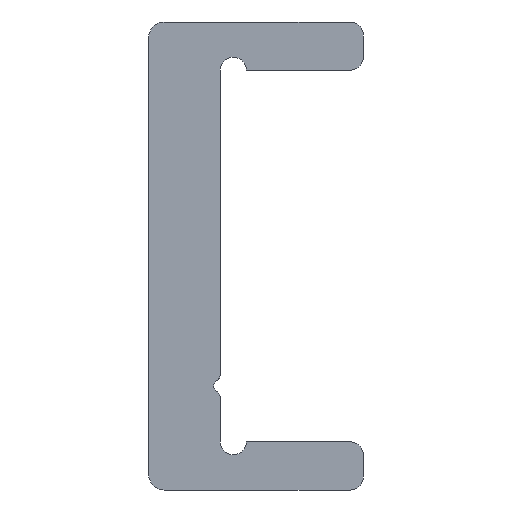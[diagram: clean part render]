
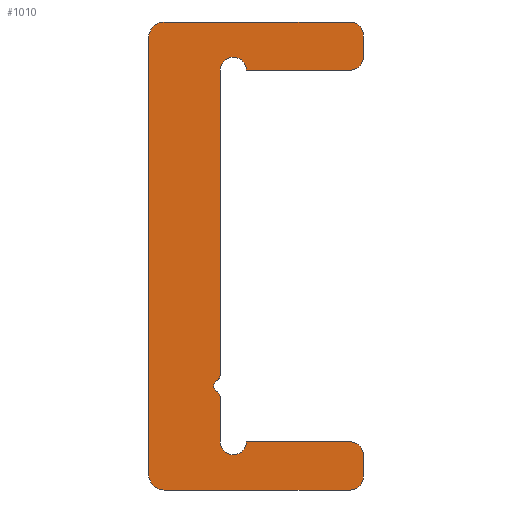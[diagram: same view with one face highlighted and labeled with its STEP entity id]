
A CAD part, left-side view. The second image highlights one B-rep face of the part: STEP entity #1010.
In plain terms, the highlighted planar face has unit normal (-1, 0, 0).
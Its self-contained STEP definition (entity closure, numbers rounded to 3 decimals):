
#258=CARTESIAN_POINT('',(0.0,1.375,-4.567));
#259=VERTEX_POINT('',#258);
#266=CARTESIAN_POINT('',(0.0,1.5,-4.783));
#267=VERTEX_POINT('',#266);
#268=CARTESIAN_POINT('',(0.0,1.625,-4.567));
#269=DIRECTION('',(1.0,0.0,0.0));
#270=DIRECTION('',(0.0,-1.0,0.0));
#271=AXIS2_PLACEMENT_3D('',#268,#269,#270);
#272=CIRCLE('',#271,0.25);
#273=EDGE_CURVE('',#259,#267,#272,.T.);
#383=CARTESIAN_POINT('',(0.0,1.375,7.15));
#384=VERTEX_POINT('',#383);
#391=CARTESIAN_POINT('',(0.0,1.375,7.15));
#392=DIRECTION('',(0.0,0.0,-1.0));
#393=VECTOR('',#392,11.717);
#394=LINE('',#391,#393);
#395=EDGE_CURVE('',#384,#259,#394,.T.);
#421=CARTESIAN_POINT('',(0.0,-4.125,-8.5));
#422=VERTEX_POINT('',#421);
#429=CARTESIAN_POINT('',(0.0,-3.625,-9.0));
#430=VERTEX_POINT('',#429);
#431=CARTESIAN_POINT('',(0.0,-3.625,-8.5));
#432=DIRECTION('',(1.0,0.0,0.0));
#433=DIRECTION('',(0.0,-1.0,0.0));
#434=AXIS2_PLACEMENT_3D('',#431,#432,#433);
#435=CIRCLE('',#434,0.5);
#436=EDGE_CURVE('',#422,#430,#435,.T.);
#460=CARTESIAN_POINT('',(0.0,-4.125,-7.65));
#461=VERTEX_POINT('',#460);
#468=CARTESIAN_POINT('',(0.0,-4.125,-7.65));
#469=DIRECTION('',(0.0,0.0,-1.0));
#470=VECTOR('',#469,0.85);
#471=LINE('',#468,#470);
#472=EDGE_CURVE('',#461,#422,#471,.T.);
#492=CARTESIAN_POINT('',(0.0,-3.625,-7.15));
#493=VERTEX_POINT('',#492);
#500=CARTESIAN_POINT('',(0.0,-3.625,-7.65));
#501=DIRECTION('',(1.0,0.0,0.0));
#502=DIRECTION('',(0.0,0.0,1.0));
#503=AXIS2_PLACEMENT_3D('',#500,#501,#502);
#504=CIRCLE('',#503,0.5);
#505=EDGE_CURVE('',#493,#461,#504,.T.);
#524=CARTESIAN_POINT('',(0.0,0.375,-7.15));
#525=VERTEX_POINT('',#524);
#532=CARTESIAN_POINT('',(0.0,0.375,-7.15));
#533=DIRECTION('',(0.0,-1.0,0.0));
#534=VECTOR('',#533,4.);
#535=LINE('',#532,#534);
#536=EDGE_CURVE('',#525,#493,#535,.T.);
#556=CARTESIAN_POINT('',(0.0,1.375,-7.15));
#557=VERTEX_POINT('',#556);
#564=CARTESIAN_POINT('',(0.0,0.875,-7.15));
#565=DIRECTION('',(-1.0,0.0,0.0));
#566=DIRECTION('',(0.0,1.,0.));
#567=AXIS2_PLACEMENT_3D('',#564,#565,#566);
#568=CIRCLE('',#567,0.5);
#569=EDGE_CURVE('',#557,#525,#568,.T.);
#588=CARTESIAN_POINT('',(0.0,1.375,-5.433));
#589=VERTEX_POINT('',#588);
#596=CARTESIAN_POINT('',(0.0,1.375,-5.433));
#597=DIRECTION('',(0.0,0.0,-1.0));
#598=VECTOR('',#597,1.717);
#599=LINE('',#596,#598);
#600=EDGE_CURVE('',#589,#557,#599,.T.);
#620=CARTESIAN_POINT('',(0.0,1.5,-5.217));
#621=VERTEX_POINT('',#620);
#628=CARTESIAN_POINT('',(0.0,1.625,-5.433));
#629=DIRECTION('',(1.0,0.0,0.0));
#630=DIRECTION('',(0.0,-0.5,0.866));
#631=AXIS2_PLACEMENT_3D('',#628,#629,#630);
#632=CIRCLE('',#631,0.25);
#633=EDGE_CURVE('',#621,#589,#632,.T.);
#652=CARTESIAN_POINT('',(0.0,1.375,-5.0));
#653=DIRECTION('',(-1.0,0.0,0.0));
#654=DIRECTION('',(0.0,-0.5,0.866));
#655=AXIS2_PLACEMENT_3D('',#652,#653,#654);
#656=CIRCLE('',#655,0.25);
#657=EDGE_CURVE('',#267,#621,#656,.T.);
#677=CARTESIAN_POINT('',(0.0,0.375,7.15));
#678=VERTEX_POINT('',#677);
#685=CARTESIAN_POINT('',(0.0,0.875,7.15));
#686=DIRECTION('',(-1.0,0.0,0.0));
#687=DIRECTION('',(0.0,-1.0,0.0));
#688=AXIS2_PLACEMENT_3D('',#685,#686,#687);
#689=CIRCLE('',#688,0.5);
#690=EDGE_CURVE('',#678,#384,#689,.T.);
#709=CARTESIAN_POINT('',(0.0,-3.625,7.15));
#710=VERTEX_POINT('',#709);
#717=CARTESIAN_POINT('',(0.0,-3.625,7.15));
#718=DIRECTION('',(0.0,1.0,0.0));
#719=VECTOR('',#718,4.0);
#720=LINE('',#717,#719);
#721=EDGE_CURVE('',#710,#678,#720,.T.);
#741=CARTESIAN_POINT('',(0.0,-4.125,7.65));
#742=VERTEX_POINT('',#741);
#749=CARTESIAN_POINT('',(0.0,-3.625,7.65));
#750=DIRECTION('',(1.0,0.0,0.0));
#751=DIRECTION('',(0.0,-1.0,0.0));
#752=AXIS2_PLACEMENT_3D('',#749,#750,#751);
#753=CIRCLE('',#752,0.5);
#754=EDGE_CURVE('',#742,#710,#753,.T.);
#773=CARTESIAN_POINT('',(0.0,-4.125,8.5));
#774=VERTEX_POINT('',#773);
#781=CARTESIAN_POINT('',(0.0,-4.125,8.5));
#782=DIRECTION('',(0.0,0.0,-1.0));
#783=VECTOR('',#782,0.85);
#784=LINE('',#781,#783);
#785=EDGE_CURVE('',#774,#742,#784,.T.);
#805=CARTESIAN_POINT('',(0.0,-3.625,9.0));
#806=VERTEX_POINT('',#805);
#813=CARTESIAN_POINT('',(0.0,-3.625,8.5));
#814=DIRECTION('',(1.0,0.0,0.0));
#815=DIRECTION('',(0.0,0.0,1.0));
#816=AXIS2_PLACEMENT_3D('',#813,#814,#815);
#817=CIRCLE('',#816,0.5);
#818=EDGE_CURVE('',#806,#774,#817,.T.);
#837=CARTESIAN_POINT('',(0.0,3.525,9.0));
#838=VERTEX_POINT('',#837);
#845=CARTESIAN_POINT('',(0.0,3.525,9.0));
#846=DIRECTION('',(0.0,-1.0,0.0));
#847=VECTOR('',#846,7.15);
#848=LINE('',#845,#847);
#849=EDGE_CURVE('',#838,#806,#848,.T.);
#869=CARTESIAN_POINT('',(0.0,4.125,8.4));
#870=VERTEX_POINT('',#869);
#877=CARTESIAN_POINT('',(0.0,3.525,8.4));
#878=DIRECTION('',(1.0,0.0,0.0));
#879=DIRECTION('',(0.0,1.0,0.0));
#880=AXIS2_PLACEMENT_3D('',#877,#878,#879);
#881=CIRCLE('',#880,0.6);
#882=EDGE_CURVE('',#870,#838,#881,.T.);
#901=CARTESIAN_POINT('',(0.0,4.125,-8.4));
#902=VERTEX_POINT('',#901);
#909=CARTESIAN_POINT('',(0.0,4.125,-8.4));
#910=DIRECTION('',(0.0,0.0,1.0));
#911=VECTOR('',#910,16.8);
#912=LINE('',#909,#911);
#913=EDGE_CURVE('',#902,#870,#912,.T.);
#942=CARTESIAN_POINT('',(0.0,3.525,-9.0));
#943=VERTEX_POINT('',#942);
#950=CARTESIAN_POINT('',(0.0,3.525,-8.4));
#951=DIRECTION('',(1.0,0.0,0.0));
#952=DIRECTION('',(0.0,0.0,-1.0));
#953=AXIS2_PLACEMENT_3D('',#950,#951,#952);
#954=CIRCLE('',#953,0.6);
#955=EDGE_CURVE('',#943,#902,#954,.T.);
#973=CARTESIAN_POINT('',(0.0,-3.625,-9.0));
#974=DIRECTION('',(0.0,1.0,0.0));
#975=VECTOR('',#974,7.15);
#976=LINE('',#973,#975);
#977=EDGE_CURVE('',#430,#943,#976,.T.);
#983=CARTESIAN_POINT('',(0.0,1.046,-0.014));
#984=DIRECTION('',(1.0,0.0,0.0));
#985=DIRECTION('',(0.0,0.0,-1.0));
#986=AXIS2_PLACEMENT_3D('',#983,#984,#985);
#987=PLANE('',#986);
#988=ORIENTED_EDGE('',*,*,#977,.F.);
#989=ORIENTED_EDGE('',*,*,#436,.F.);
#990=ORIENTED_EDGE('',*,*,#472,.F.);
#991=ORIENTED_EDGE('',*,*,#505,.F.);
#992=ORIENTED_EDGE('',*,*,#536,.F.);
#993=ORIENTED_EDGE('',*,*,#569,.F.);
#994=ORIENTED_EDGE('',*,*,#600,.F.);
#995=ORIENTED_EDGE('',*,*,#633,.F.);
#996=ORIENTED_EDGE('',*,*,#657,.F.);
#997=ORIENTED_EDGE('',*,*,#273,.F.);
#998=ORIENTED_EDGE('',*,*,#395,.F.);
#999=ORIENTED_EDGE('',*,*,#690,.F.);
#1000=ORIENTED_EDGE('',*,*,#721,.F.);
#1001=ORIENTED_EDGE('',*,*,#754,.F.);
#1002=ORIENTED_EDGE('',*,*,#785,.F.);
#1003=ORIENTED_EDGE('',*,*,#818,.F.);
#1004=ORIENTED_EDGE('',*,*,#849,.F.);
#1005=ORIENTED_EDGE('',*,*,#882,.F.);
#1006=ORIENTED_EDGE('',*,*,#913,.F.);
#1007=ORIENTED_EDGE('',*,*,#955,.F.);
#1008=EDGE_LOOP('',(#988,#989,#990,#991,#992,#993,#994,#995,#996,#997,#998,#999,#1000,#1001,#1002,#1003,#1004,#1005,#1006,#1007));
#1009=FACE_OUTER_BOUND('',#1008,.T.);
#1010=ADVANCED_FACE('',(#1009),#987,.F.);
